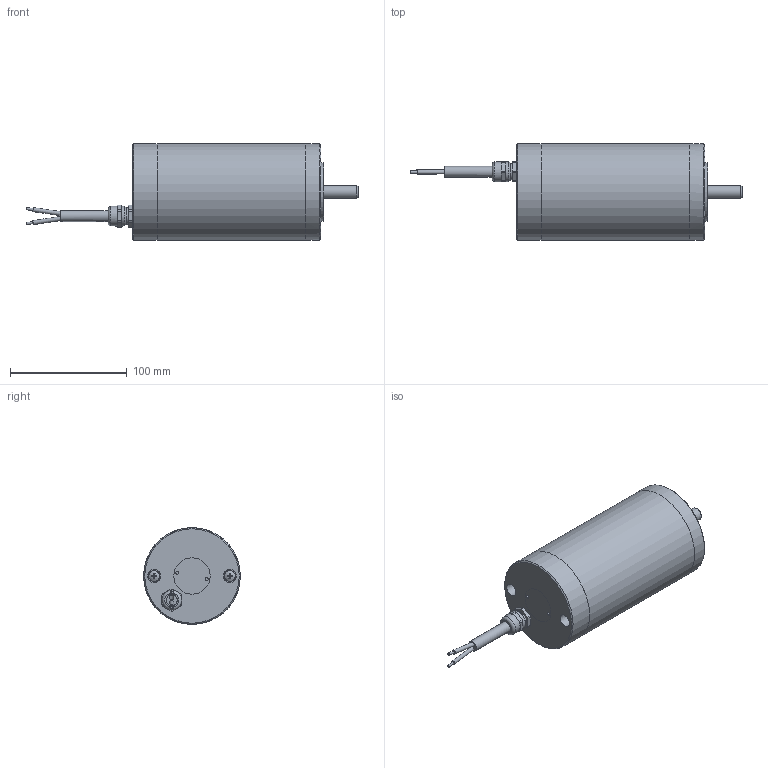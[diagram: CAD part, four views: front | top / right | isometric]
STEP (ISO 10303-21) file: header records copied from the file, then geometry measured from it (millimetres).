
FILE_DESCRIPTION (( 'STEP AP203' ), '1' );
FILE_NAME ('VGM 5440.STEP', '2019-11-21T12:28:15', ( '' ), ( '' ), 'SwSTEP 2.0', 'SolidWorks 2019', '' );
FILE_SCHEMA (( 'CONFIG_CONTROL_DESIGN' ));
Length unit declared in the file: millimetre
Products named in the file (1): VGM 5440
Bounding box: 284.93 x 83 x 83 mm (x, y, z)
Volume: 886335.3 mm3; surface area: 59210.9 mm2
Topology: 1 solids, 1 shells, 157 faces, 349 edges, 218 vertices
Faces by surface type: plane 94, cylinder 41, cone 16, torus 3, sphere 3
Full cylindrical faces by diameter (mm): 2 x2, 2.6 x2, 3.5 x2, 4.2 x4, 9 x2, 9.3 x1, 9.5 x2, 11 x3, 12 x1, 13 x1, 14 x1, 17 x2, 31.2 x1, 50 x1, 82.994 x2, 83 x1
Entity records: 4187 total; most frequent: CARTESIAN_POINT 802, DIRECTION 746, ORIENTED_EDGE 586, AXIS2_PLACEMENT_3D 316, EDGE_CURVE 293, EDGE_LOOP 221, VERTEX_POINT 202, FACE_OUTER_BOUND 188
